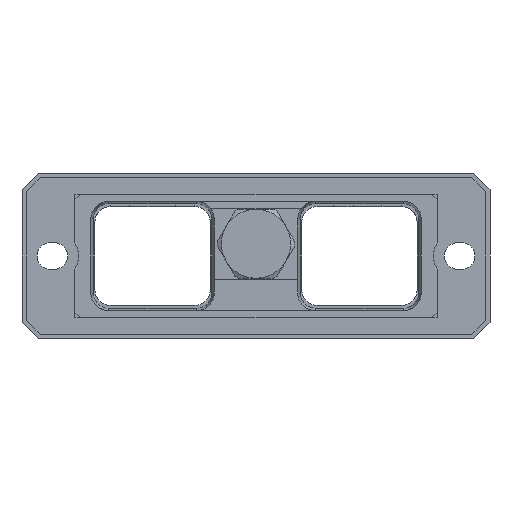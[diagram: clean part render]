
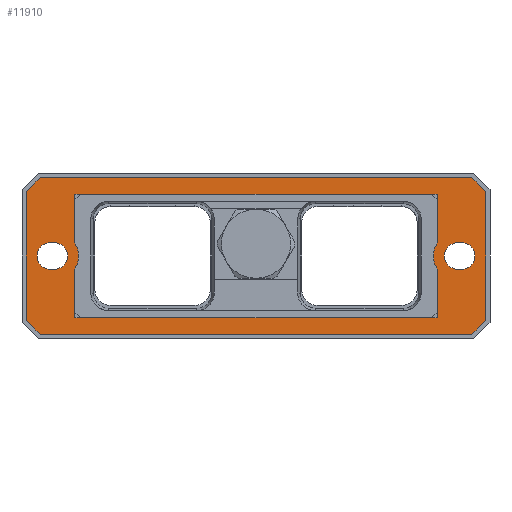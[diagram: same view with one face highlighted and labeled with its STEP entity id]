
A CAD part, front view. The second image highlights one B-rep face of the part: STEP entity #11910.
In plain terms, the highlighted planar face has unit normal (0, -1, 0).
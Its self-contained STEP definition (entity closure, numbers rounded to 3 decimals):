
#9=DIRECTION('',(-1.,0.,0.));
#10=VECTOR('',#9,44.502);
#11=CARTESIAN_POINT('',(22.251,-9.656,-7.581));
#12=LINE('',#11,#10);
#83=DIRECTION('',(0.,0.,-1.));
#84=VECTOR('',#83,5.969);
#85=CARTESIAN_POINT('',(-22.251,-9.656,7.581));
#86=LINE('',#85,#84);
#95=DIRECTION('',(-0.707,0.,-0.707));
#96=VECTOR('',#95,2.411);
#97=CARTESIAN_POINT('',(28.194,-9.656,-7.904));
#98=LINE('',#97,#96);
#99=DIRECTION('',(1.,0.,0.));
#100=VECTOR('',#99,52.978);
#101=CARTESIAN_POINT('',(-26.489,-9.656,-9.609));
#102=LINE('',#101,#100);
#103=DIRECTION('',(-0.707,0.,0.707));
#104=VECTOR('',#103,2.411);
#105=CARTESIAN_POINT('',(-26.489,-9.656,-9.609));
#106=LINE('',#105,#104);
#107=DIRECTION('',(0.707,0.,0.707));
#108=VECTOR('',#107,2.411);
#109=CARTESIAN_POINT('',(-28.194,-9.656,7.904));
#110=LINE('',#109,#108);
#111=DIRECTION('',(1.,0.,0.));
#112=VECTOR('',#111,52.978);
#113=CARTESIAN_POINT('',(-26.489,-9.656,9.609));
#114=LINE('',#113,#112);
#115=DIRECTION('',(0.707,0.,-0.707));
#116=VECTOR('',#115,2.411);
#117=CARTESIAN_POINT('',(26.489,-9.656,9.609));
#118=LINE('',#117,#116);
#119=CARTESIAN_POINT('',(-25.25,-9.656,0.));
#120=DIRECTION('',(0.,1.,0.));
#121=DIRECTION('',(0.,0.,-1.));
#122=AXIS2_PLACEMENT_3D('',#119,#120,#121);
#124=DIRECTION('',(-1.,0.,0.));
#125=VECTOR('',#124,0.5);
#126=CARTESIAN_POINT('',(-24.75,-9.656,-1.624));
#127=LINE('',#126,#125);
#128=CARTESIAN_POINT('',(-24.75,-9.656,0.));
#129=DIRECTION('',(0.,1.,0.));
#130=DIRECTION('',(0.,0.,1.));
#131=AXIS2_PLACEMENT_3D('',#128,#129,#130);
#133=DIRECTION('',(1.,0.,0.));
#134=VECTOR('',#133,0.5);
#135=CARTESIAN_POINT('',(-25.25,-9.656,1.624));
#136=LINE('',#135,#134);
#137=DIRECTION('',(-1.,0.,0.));
#138=VECTOR('',#137,0.5);
#139=CARTESIAN_POINT('',(25.25,-9.656,-1.624));
#140=LINE('',#139,#138);
#141=CARTESIAN_POINT('',(25.25,-9.656,0.));
#142=DIRECTION('',(0.,1.,0.));
#143=DIRECTION('',(0.,0.,1.));
#144=AXIS2_PLACEMENT_3D('',#141,#142,#143);
#146=DIRECTION('',(1.,0.,0.));
#147=VECTOR('',#146,0.5);
#148=CARTESIAN_POINT('',(24.75,-9.656,1.624));
#149=LINE('',#148,#147);
#150=CARTESIAN_POINT('',(24.75,-9.656,0.));
#151=DIRECTION('',(0.,1.,0.));
#152=DIRECTION('',(0.,0.,-1.));
#153=AXIS2_PLACEMENT_3D('',#150,#151,#152);
#155=CARTESIAN_POINT('',(24.75,-9.656,0.));
#156=DIRECTION('',(0.,1.,0.));
#157=DIRECTION('',(-0.84,0.,-0.542));
#158=AXIS2_PLACEMENT_3D('',#155,#156,#157);
#160=CARTESIAN_POINT('',(-24.75,-9.656,0.));
#161=DIRECTION('',(0.,1.,0.));
#162=DIRECTION('',(0.84,0.,0.542));
#163=AXIS2_PLACEMENT_3D('',#160,#161,#162);
#165=DIRECTION('',(0.,0.,1.));
#166=VECTOR('',#165,15.808);
#167=CARTESIAN_POINT('',(28.194,-9.656,-7.904));
#168=LINE('',#167,#166);
#197=DIRECTION('',(0.,0.,-1.));
#198=VECTOR('',#197,15.808);
#199=CARTESIAN_POINT('',(-28.194,-9.656,7.904));
#200=LINE('',#199,#198);
#8874=DIRECTION('',(0.,0.,-1.));
#8875=VECTOR('',#8874,5.969);
#8876=CARTESIAN_POINT('',(22.251,-9.656,-1.612));
#8877=LINE('',#8876,#8875);
#8906=DIRECTION('',(0.,0.,-1.));
#8907=VECTOR('',#8906,5.969);
#8908=CARTESIAN_POINT('',(22.251,-9.656,7.581));
#8909=LINE('',#8908,#8907);
#8934=DIRECTION('',(-1.,0.,0.));
#8935=VECTOR('',#8934,44.502);
#8936=CARTESIAN_POINT('',(22.251,-9.656,7.581));
#8937=LINE('',#8936,#8935);
#9562=DIRECTION('',(0.,0.,-1.));
#9563=VECTOR('',#9562,5.969);
#9564=CARTESIAN_POINT('',(-22.251,-9.656,-1.612));
#9565=LINE('',#9564,#9563);
#9574=CARTESIAN_POINT('',(22.251,-9.656,-7.581));
#9575=CARTESIAN_POINT('',(-22.251,-9.656,-7.581));
#9576=VERTEX_POINT('',#9574);
#9577=VERTEX_POINT('',#9575);
#9582=CARTESIAN_POINT('',(22.251,-9.656,7.581));
#9583=CARTESIAN_POINT('',(-22.251,-9.656,7.581));
#9584=VERTEX_POINT('',#9582);
#9585=VERTEX_POINT('',#9583);
#9682=CARTESIAN_POINT('',(-25.25,-9.656,-1.624));
#9683=CARTESIAN_POINT('',(-25.25,-9.656,1.624));
#9684=VERTEX_POINT('',#9682);
#9685=VERTEX_POINT('',#9683);
#9686=CARTESIAN_POINT('',(-24.75,-9.656,1.624));
#9687=VERTEX_POINT('',#9686);
#9688=CARTESIAN_POINT('',(-24.75,-9.656,-1.624));
#9689=VERTEX_POINT('',#9688);
#9690=CARTESIAN_POINT('',(25.25,-9.656,-1.624));
#9691=CARTESIAN_POINT('',(24.75,-9.656,-1.624));
#9692=VERTEX_POINT('',#9690);
#9693=VERTEX_POINT('',#9691);
#9694=CARTESIAN_POINT('',(24.75,-9.656,1.624));
#9695=VERTEX_POINT('',#9694);
#9696=CARTESIAN_POINT('',(25.25,-9.656,1.624));
#9697=VERTEX_POINT('',#9696);
#9711=CARTESIAN_POINT('',(-22.251,-9.656,1.612));
#9713=VERTEX_POINT('',#9711);
#9715=CARTESIAN_POINT('',(-22.251,-9.656,-1.612));
#9717=VERTEX_POINT('',#9715);
#9722=CARTESIAN_POINT('',(22.251,-9.656,-1.612));
#9723=VERTEX_POINT('',#9722);
#9724=CARTESIAN_POINT('',(22.251,-9.656,1.612));
#9725=VERTEX_POINT('',#9724);
#11172=CARTESIAN_POINT('',(28.194,-9.656,-7.904));
#11173=CARTESIAN_POINT('',(26.489,-9.656,-9.609));
#11174=VERTEX_POINT('',#11172);
#11175=VERTEX_POINT('',#11173);
#11176=CARTESIAN_POINT('',(26.489,-9.656,9.609));
#11177=CARTESIAN_POINT('',(28.194,-9.656,7.904));
#11178=VERTEX_POINT('',#11176);
#11179=VERTEX_POINT('',#11177);
#11180=CARTESIAN_POINT('',(-26.489,-9.656,-9.609));
#11181=CARTESIAN_POINT('',(-28.194,-9.656,-7.904));
#11182=VERTEX_POINT('',#11180);
#11183=VERTEX_POINT('',#11181);
#11184=CARTESIAN_POINT('',(-28.194,-9.656,7.904));
#11185=CARTESIAN_POINT('',(-26.489,-9.656,9.609));
#11186=VERTEX_POINT('',#11184);
#11187=VERTEX_POINT('',#11185);
#11852=CARTESIAN_POINT('',(22.225,-9.656,-7.555));
#11853=DIRECTION('',(0.,1.,0.));
#11854=DIRECTION('',(1.,0.,0.));
#11855=AXIS2_PLACEMENT_3D('',#11852,#11853,#11854);
#11856=PLANE('',#11855);
#11858=ORIENTED_EDGE('',*,*,#11857,.F.);
#11860=ORIENTED_EDGE('',*,*,#11859,.T.);
#11862=ORIENTED_EDGE('',*,*,#11861,.F.);
#11864=ORIENTED_EDGE('',*,*,#11863,.T.);
#11866=ORIENTED_EDGE('',*,*,#11865,.F.);
#11868=ORIENTED_EDGE('',*,*,#11867,.T.);
#11870=ORIENTED_EDGE('',*,*,#11869,.T.);
#11872=ORIENTED_EDGE('',*,*,#11871,.T.);
#11873=EDGE_LOOP('',(#11858,#11860,#11862,#11864,#11866,#11868,#11870,#11872));
#11874=FACE_OUTER_BOUND('',#11873,.F.);
#11876=ORIENTED_EDGE('',*,*,#11875,.F.);
#11878=ORIENTED_EDGE('',*,*,#11877,.F.);
#11880=ORIENTED_EDGE('',*,*,#11879,.F.);
#11882=ORIENTED_EDGE('',*,*,#11881,.F.);
#11883=EDGE_LOOP('',(#11876,#11878,#11880,#11882));
#11884=FACE_BOUND('',#11883,.F.);
#11886=ORIENTED_EDGE('',*,*,#11885,.F.);
#11888=ORIENTED_EDGE('',*,*,#11887,.F.);
#11890=ORIENTED_EDGE('',*,*,#11889,.F.);
#11892=ORIENTED_EDGE('',*,*,#11891,.F.);
#11893=EDGE_LOOP('',(#11886,#11888,#11890,#11892));
#11894=FACE_BOUND('',#11893,.F.);
#11896=ORIENTED_EDGE('',*,*,#11895,.F.);
#11898=ORIENTED_EDGE('',*,*,#11897,.T.);
#11900=ORIENTED_EDGE('',*,*,#11899,.F.);
#11902=ORIENTED_EDGE('',*,*,#11901,.T.);
#11903=ORIENTED_EDGE('',*,*,#11840,.T.);
#11904=ORIENTED_EDGE('',*,*,#11829,.T.);
#11906=ORIENTED_EDGE('',*,*,#11905,.T.);
#11907=ORIENTED_EDGE('',*,*,#11729,.F.);
#11908=EDGE_LOOP('',(#11896,#11898,#11900,#11902,#11903,#11904,#11906,#11907));
#11909=FACE_BOUND('',#11908,.F.);
#11910=ADVANCED_FACE('',(#11874,#11884,#11894,#11909),#11856,.F.);
#123=CIRCLE('',#122,1.624);
#132=CIRCLE('',#131,1.624);
#145=CIRCLE('',#144,1.624);
#154=CIRCLE('',#153,1.624);
#159=CIRCLE('',#158,2.974);
#164=CIRCLE('',#163,2.974);
#11729=EDGE_CURVE('',#9576,#9577,#12,.T.);
#11829=EDGE_CURVE('',#9713,#9717,#164,.T.);
#11840=EDGE_CURVE('',#9585,#9713,#86,.T.);
#11857=EDGE_CURVE('',#11174,#11179,#168,.T.);
#11859=EDGE_CURVE('',#11174,#11175,#98,.T.);
#11861=EDGE_CURVE('',#11182,#11175,#102,.T.);
#11863=EDGE_CURVE('',#11182,#11183,#106,.T.);
#11865=EDGE_CURVE('',#11186,#11183,#200,.T.);
#11867=EDGE_CURVE('',#11186,#11187,#110,.T.);
#11869=EDGE_CURVE('',#11187,#11178,#114,.T.);
#11871=EDGE_CURVE('',#11178,#11179,#118,.T.);
#11875=EDGE_CURVE('',#9684,#9685,#123,.T.);
#11877=EDGE_CURVE('',#9689,#9684,#127,.T.);
#11879=EDGE_CURVE('',#9687,#9689,#132,.T.);
#11881=EDGE_CURVE('',#9685,#9687,#136,.T.);
#11885=EDGE_CURVE('',#9692,#9693,#140,.T.);
#11887=EDGE_CURVE('',#9697,#9692,#145,.T.);
#11889=EDGE_CURVE('',#9695,#9697,#149,.T.);
#11891=EDGE_CURVE('',#9693,#9695,#154,.T.);
#11895=EDGE_CURVE('',#9723,#9576,#8877,.T.);
#11897=EDGE_CURVE('',#9723,#9725,#159,.T.);
#11899=EDGE_CURVE('',#9584,#9725,#8909,.T.);
#11901=EDGE_CURVE('',#9584,#9585,#8937,.T.);
#11905=EDGE_CURVE('',#9717,#9577,#9565,.T.);
